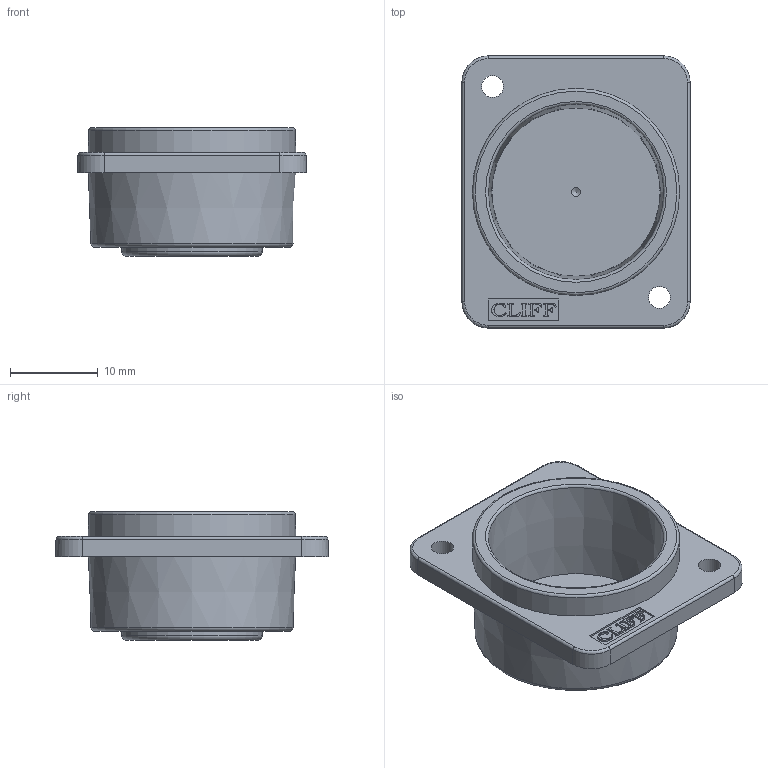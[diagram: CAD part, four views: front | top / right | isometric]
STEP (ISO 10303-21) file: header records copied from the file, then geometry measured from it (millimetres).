
FILE_DESCRIPTION(/* description */ (''),/* implementation_level */ '2;1');
FILE_NAME(/* name */ 'CP30400X 2.5mm hole.stp',/* time_stamp */ '2023-07-11T15:09:54+01:00',/* author */ ('TOttley'),/* organization */ (''),/* preprocessor_version */ 'ST-DEVELOPER v18.1',/* originating_system */ 'Autodesk Inventor 2022',/* authorisation */ '');
FILE_SCHEMA (('AUTOMOTIVE_DESIGN { 1 0 10303 214 3 1 1 }'));
Length unit declared in the file: millimetre
Products named in the file (1): CP30400SA1
Bounding box: 26 x 31 x 14.6 mm (x, y, z)
Volume: 3231.1 mm3; surface area: 3386.2 mm2
Topology: 1 solids, 1 shells, 150 faces, 402 edges, 264 vertices
Faces by surface type: plane 92, bspline 38, cylinder 10, cone 6, torus 4
Full cylindrical faces by diameter (mm): 2.5 x2
Entity records: 5162 total; most frequent: CARTESIAN_POINT 1417, ORIENTED_EDGE 800, DIRECTION 600, EDGE_CURVE 400, LINE 290, VECTOR 290, VERTEX_POINT 264, EDGE_LOOP 166
